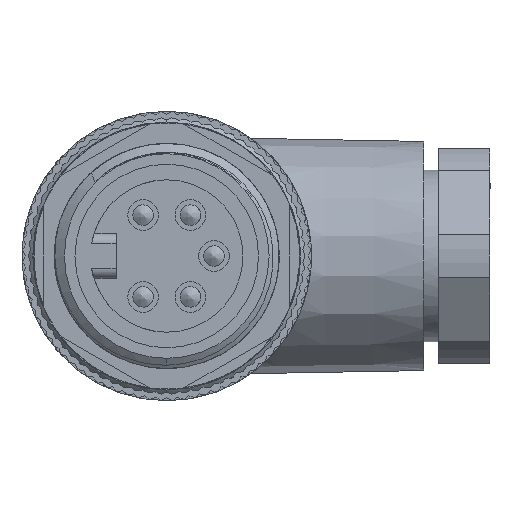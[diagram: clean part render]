
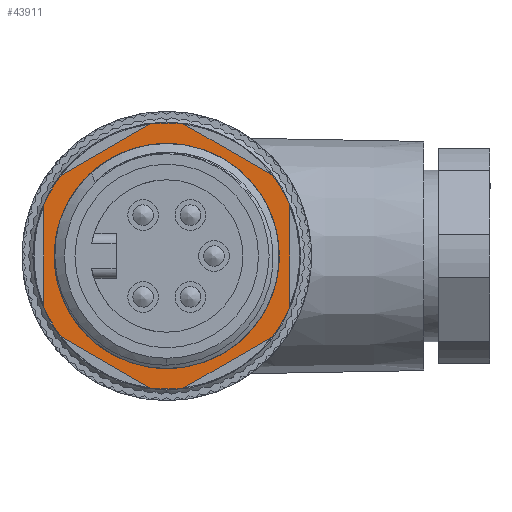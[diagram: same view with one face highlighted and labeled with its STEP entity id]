
A CAD part, left-side view. The second image highlights one B-rep face of the part: STEP entity #43911.
In plain terms, the highlighted planar face has unit normal (-1, 0, 0).
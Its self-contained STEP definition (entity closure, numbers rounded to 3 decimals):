
#113 = DIRECTION ( 'NONE',  ( 0., 0., 1. ) ) ;
#253 = CARTESIAN_POINT ( 'NONE',  ( -24.916, 6.11, 13. ) ) ;
#402 = EDGE_CURVE ( 'NONE', #18297, #1657, #35200, .T. ) ;
#819 = DIRECTION ( 'NONE',  ( 0., 0., -1. ) ) ;
#1104 = VERTEX_POINT ( 'NONE', #1857 ) ;
#1203 = LINE ( 'NONE', #10954, #29757 ) ;
#1657 = VERTEX_POINT ( 'NONE', #5767 ) ;
#1857 = CARTESIAN_POINT ( 'NONE',  ( -24.916, -7.56, -12.892 ) ) ;
#2048 = ORIENTED_EDGE ( 'NONE', *, *, #6343, .F. ) ;
#2061 = DIRECTION ( 'NONE',  ( 0., 0., 1. ) ) ;
#2337 = EDGE_LOOP ( 'NONE', ( #17308, #23058 ) ) ;
#2759 = FACE_BOUND ( 'NONE', #2337, .T. ) ;
#3280 = CIRCLE ( 'NONE', #14227, 13. ) ;
#3836 = CARTESIAN_POINT ( 'NONE',  ( -24.916, -17.89, -5. ) ) ;
#4436 = CIRCLE ( 'NONE', #34009, 13. ) ;
#4851 = VERTEX_POINT ( 'NONE', #26797 ) ;
#4894 = DIRECTION ( 'NONE',  ( 1., 0., 0. ) ) ;
#4907 = EDGE_CURVE ( 'NONE', #31806, #29745, #32172, .T. ) ;
#5767 = CARTESIAN_POINT ( 'NONE',  ( -24.916, -5.89, 13. ) ) ;
#5768 = AXIS2_PLACEMENT_3D ( 'NONE', #18785, #43741, #22353 ) ;
#5892 = EDGE_CURVE ( 'NONE', #25297, #41438, #34951, .T. ) ;
#6053 = EDGE_CURVE ( 'NONE', #44509, #33582, #44403, .T. ) ;
#6211 = CARTESIAN_POINT ( 'NONE',  ( -24.916, -5.89, 10.1 ) ) ;
#6343 = EDGE_CURVE ( 'NONE', #22237, #11197, #14772, .T. ) ;
#6642 = EDGE_CURVE ( 'NONE', #18452, #1104, #12483, .T. ) ;
#7548 = EDGE_CURVE ( 'NONE', #11197, #18452, #4436, .T. ) ;
#7779 = VERTEX_POINT ( 'NONE', #26251 ) ;
#8415 = EDGE_CURVE ( 'NONE', #4851, #31806, #36190, .T. ) ;
#8975 = DIRECTION ( 'NONE',  ( 1., 0., 0. ) ) ;
#9067 = CARTESIAN_POINT ( 'NONE',  ( -24.916, -5.89, 0. ) ) ;
#10327 = DIRECTION ( 'NONE',  ( 1., 0., 0. ) ) ;
#10805 = ORIENTED_EDGE ( 'NONE', *, *, #28249, .F. ) ;
#10823 = EDGE_CURVE ( 'NONE', #1657, #12842, #3280, .T. ) ;
#10860 = CIRCLE ( 'NONE', #27132, 13. ) ;
#10944 = CIRCLE ( 'NONE', #33689, 10.1 ) ;
#10954 = CARTESIAN_POINT ( 'NONE',  ( -24.916, -7.56, 12.892 ) ) ;
#10963 = CARTESIAN_POINT ( 'NONE',  ( -24.916, -5.89, -13. ) ) ;
#11197 = VERTEX_POINT ( 'NONE', #39304 ) ;
#11854 = ORIENTED_EDGE ( 'NONE', *, *, #402, .F. ) ;
#12320 = FACE_OUTER_BOUND ( 'NONE', #30804, .T. ) ;
#12483 = LINE ( 'NONE', #34419, #23085 ) ;
#12673 = DIRECTION ( 'NONE',  ( 0., 0., 1. ) ) ;
#12755 = CARTESIAN_POINT ( 'NONE',  ( -24.916, -5.89, 0. ) ) ;
#12842 = VERTEX_POINT ( 'NONE', #16052 ) ;
#12921 = CARTESIAN_POINT ( 'NONE',  ( -24.916, -5.89, 0. ) ) ;
#13789 = CARTESIAN_POINT ( 'NONE',  ( -24.916, -16.22, -7.892 ) ) ;
#13960 = ORIENTED_EDGE ( 'NONE', *, *, #40543, .F. ) ;
#14227 = AXIS2_PLACEMENT_3D ( 'NONE', #39770, #4894, #46430 ) ;
#14414 = CARTESIAN_POINT ( 'NONE',  ( -24.916, -5.89, 13. ) ) ;
#14772 = LINE ( 'NONE', #3836, #19797 ) ;
#14837 = CIRCLE ( 'NONE', #22462, 13. ) ;
#15576 = ORIENTED_EDGE ( 'NONE', *, *, #7548, .F. ) ;
#15769 = DIRECTION ( 'NONE',  ( 1., 0., 0. ) ) ;
#15786 = CARTESIAN_POINT ( 'NONE',  ( -24.916, 6.11, 5. ) ) ;
#15802 = DIRECTION ( 'NONE',  ( 0., 0., 1. ) ) ;
#15860 = CARTESIAN_POINT ( 'NONE',  ( -24.916, -5.89, 0. ) ) ;
#15956 = CARTESIAN_POINT ( 'NONE',  ( -24.916, 4.44, -7.892 ) ) ;
#16052 = CARTESIAN_POINT ( 'NONE',  ( -24.916, -7.56, 12.892 ) ) ;
#16221 = AXIS2_PLACEMENT_3D ( 'NONE', #9067, #34049, #12673 ) ;
#16364 = DIRECTION ( 'NONE',  ( 0., 0., 1. ) ) ;
#16546 = DIRECTION ( 'NONE',  ( 0., 0., 1. ) ) ;
#17308 = ORIENTED_EDGE ( 'NONE', *, *, #5892, .F. ) ;
#17727 = CARTESIAN_POINT ( 'NONE',  ( -24.916, -4.22, -12.892 ) ) ;
#17838 = ORIENTED_EDGE ( 'NONE', *, *, #6642, .F. ) ;
#17873 = DIRECTION ( 'NONE',  ( 0., 0.866, 0.5 ) ) ;
#18014 = PLANE ( 'NONE',  #40161 ) ;
#18297 = VERTEX_POINT ( 'NONE', #40802 ) ;
#18314 = ORIENTED_EDGE ( 'NONE', *, *, #20154, .F. ) ;
#18452 = VERTEX_POINT ( 'NONE', #13789 ) ;
#18522 = VECTOR ( 'NONE', #30298, 1000. ) ;
#18785 = CARTESIAN_POINT ( 'NONE',  ( -24.916, -5.89, 0. ) ) ;
#19797 = VECTOR ( 'NONE', #819, 1000. ) ;
#20114 = CARTESIAN_POINT ( 'NONE',  ( -24.916, 4.44, 7.892 ) ) ;
#20154 = EDGE_CURVE ( 'NONE', #29745, #18297, #31351, .T. ) ;
#20221 = ORIENTED_EDGE ( 'NONE', *, *, #8415, .F. ) ;
#21565 = DIRECTION ( 'NONE',  ( 0., 0., -1. ) ) ;
#22237 = VERTEX_POINT ( 'NONE', #24320 ) ;
#22353 = DIRECTION ( 'NONE',  ( 0., 0., 1. ) ) ;
#22462 = AXIS2_PLACEMENT_3D ( 'NONE', #44926, #23538, #2061 ) ;
#22659 = DIRECTION ( 'NONE',  ( 0., 0., 1. ) ) ;
#22712 = DIRECTION ( 'NONE',  ( -1., 0., 0. ) ) ;
#22757 = CARTESIAN_POINT ( 'NONE',  ( -24.916, -5.89, 0. ) ) ;
#23058 = ORIENTED_EDGE ( 'NONE', *, *, #36857, .F. ) ;
#23085 = VECTOR ( 'NONE', #32805, 1000. ) ;
#23182 = VECTOR ( 'NONE', #17873, 1000. ) ;
#23367 = VECTOR ( 'NONE', #113, 1000. ) ;
#23538 = DIRECTION ( 'NONE',  ( 1., 0., 0. ) ) ;
#24320 = CARTESIAN_POINT ( 'NONE',  ( -24.916, -17.89, 5. ) ) ;
#25297 = VERTEX_POINT ( 'NONE', #6211 ) ;
#25751 = CIRCLE ( 'NONE', #5768, 13. ) ;
#26085 = ORIENTED_EDGE ( 'NONE', *, *, #6053, .F. ) ;
#26251 = CARTESIAN_POINT ( 'NONE',  ( -24.916, -16.22, 7.892 ) ) ;
#26797 = CARTESIAN_POINT ( 'NONE',  ( -24.916, 6.11, -5. ) ) ;
#27132 = AXIS2_PLACEMENT_3D ( 'NONE', #30367, #8975, #33963 ) ;
#27136 = CIRCLE ( 'NONE', #16221, 13. ) ;
#28249 = EDGE_CURVE ( 'NONE', #33582, #4851, #10860, .T. ) ;
#29362 = CARTESIAN_POINT ( 'NONE',  ( -24.916, -4.22, -12.892 ) ) ;
#29745 = VERTEX_POINT ( 'NONE', #20114 ) ;
#29757 = VECTOR ( 'NONE', #35929, 1000. ) ;
#30298 = DIRECTION ( 'NONE',  ( 0., -0.866, 0.5 ) ) ;
#30367 = CARTESIAN_POINT ( 'NONE',  ( -24.916, -5.89, 0. ) ) ;
#30804 = EDGE_LOOP ( 'NONE', ( #36500, #13960, #37864, #11854, #18314, #31399, #20221, #10805, #26085, #32091, #43871, #17838, #15576, #2048 ) ) ;
#31351 = LINE ( 'NONE', #44672, #18522 ) ;
#31399 = ORIENTED_EDGE ( 'NONE', *, *, #4907, .F. ) ;
#31806 = VERTEX_POINT ( 'NONE', #15786 ) ;
#32091 = ORIENTED_EDGE ( 'NONE', *, *, #32604, .F. ) ;
#32095 = AXIS2_PLACEMENT_3D ( 'NONE', #15860, #15769, #15802 ) ;
#32172 = CIRCLE ( 'NONE', #45641, 13. ) ;
#32601 = CARTESIAN_POINT ( 'NONE',  ( -24.916, -5.89, -10.1 ) ) ;
#32604 = EDGE_CURVE ( 'NONE', #36956, #44509, #25751, .T. ) ;
#32805 = DIRECTION ( 'NONE',  ( 0., 0.866, -0.5 ) ) ;
#33582 = VERTEX_POINT ( 'NONE', #15956 ) ;
#33689 = AXIS2_PLACEMENT_3D ( 'NONE', #12755, #37677, #16364 ) ;
#33963 = DIRECTION ( 'NONE',  ( 0., 0., 1. ) ) ;
#34009 = AXIS2_PLACEMENT_3D ( 'NONE', #44895, #44843, #44683 ) ;
#34049 = DIRECTION ( 'NONE',  ( 1., 0., 0. ) ) ;
#34419 = CARTESIAN_POINT ( 'NONE',  ( -24.916, -16.22, -7.892 ) ) ;
#34951 = CIRCLE ( 'NONE', #46270, 10.1 ) ;
#35200 = CIRCLE ( 'NONE', #32095, 13. ) ;
#35929 = DIRECTION ( 'NONE',  ( 0., -0.866, -0.5 ) ) ;
#36190 = LINE ( 'NONE', #253, #23367 ) ;
#36500 = ORIENTED_EDGE ( 'NONE', *, *, #37516, .F. ) ;
#36857 = EDGE_CURVE ( 'NONE', #41438, #25297, #10944, .T. ) ;
#36956 = VERTEX_POINT ( 'NONE', #10963 ) ;
#37516 = EDGE_CURVE ( 'NONE', #7779, #22237, #27136, .T. ) ;
#37677 = DIRECTION ( 'NONE',  ( -1., 0., 0. ) ) ;
#37863 = DIRECTION ( 'NONE',  ( 1., 0., 0. ) ) ;
#37864 = ORIENTED_EDGE ( 'NONE', *, *, #10823, .F. ) ;
#38145 = EDGE_CURVE ( 'NONE', #1104, #36956, #14837, .T. ) ;
#39304 = CARTESIAN_POINT ( 'NONE',  ( -24.916, -17.89, -5. ) ) ;
#39770 = CARTESIAN_POINT ( 'NONE',  ( -24.916, -5.89, 0. ) ) ;
#40161 = AXIS2_PLACEMENT_3D ( 'NONE', #14414, #10327, #21565 ) ;
#40543 = EDGE_CURVE ( 'NONE', #12842, #7779, #1203, .T. ) ;
#40802 = CARTESIAN_POINT ( 'NONE',  ( -24.916, -4.22, 12.892 ) ) ;
#41438 = VERTEX_POINT ( 'NONE', #32601 ) ;
#43741 = DIRECTION ( 'NONE',  ( 1., 0., 0. ) ) ;
#43871 = ORIENTED_EDGE ( 'NONE', *, *, #38145, .F. ) ;
#43911 = ADVANCED_FACE ( 'NONE', ( #12320, #2759 ), #18014, .F. ) ;
#44403 = LINE ( 'NONE', #17727, #23182 ) ;
#44509 = VERTEX_POINT ( 'NONE', #29362 ) ;
#44672 = CARTESIAN_POINT ( 'NONE',  ( -24.916, 4.44, 7.892 ) ) ;
#44683 = DIRECTION ( 'NONE',  ( 0., 0., 1. ) ) ;
#44843 = DIRECTION ( 'NONE',  ( 1., 0., 0. ) ) ;
#44895 = CARTESIAN_POINT ( 'NONE',  ( -24.916, -5.89, 0. ) ) ;
#44926 = CARTESIAN_POINT ( 'NONE',  ( -24.916, -5.89, 0. ) ) ;
#45641 = AXIS2_PLACEMENT_3D ( 'NONE', #12921, #37863, #16546 ) ;
#46270 = AXIS2_PLACEMENT_3D ( 'NONE', #22757, #22712, #22659 ) ;
#46430 = DIRECTION ( 'NONE',  ( 0., 0., 1. ) ) ;
